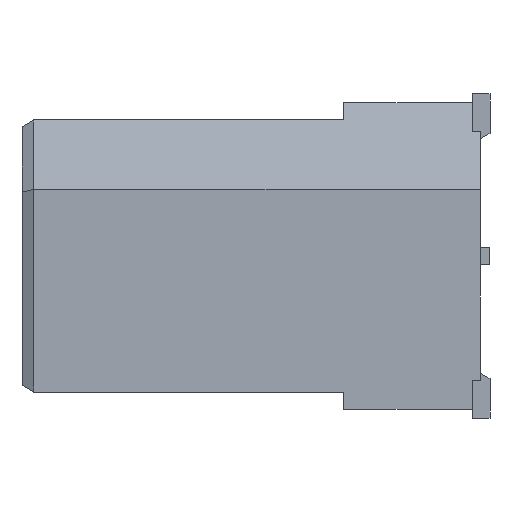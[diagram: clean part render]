
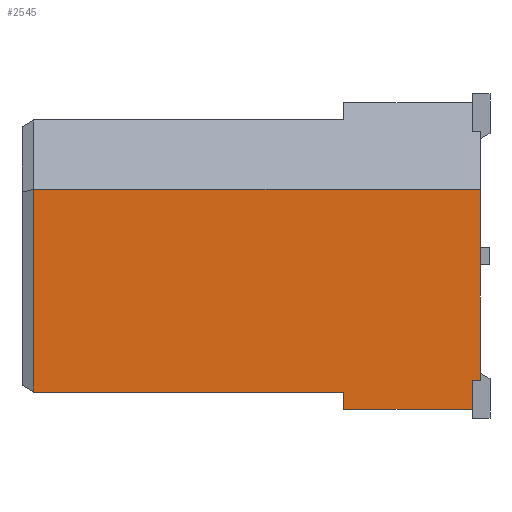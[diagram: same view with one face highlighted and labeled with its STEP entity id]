
A CAD part, left-side view. The second image highlights one B-rep face of the part: STEP entity #2545.
In plain terms, the highlighted face is planar.
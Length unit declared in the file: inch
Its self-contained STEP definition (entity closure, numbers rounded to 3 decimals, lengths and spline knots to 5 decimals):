
#2545 = ADVANCED_FACE( '', ( #6177 ), #6178, .F. );
#6177 = FACE_OUTER_BOUND( '', #10917, .T. );
#6178 = PLANE( '', #10918 );
#10917 = EDGE_LOOP( '', ( #18792, #18793, #18794, #18795, #18796, #18797, #18798, #18799 ) );
#10918 = AXIS2_PLACEMENT_3D( '', #18800, #18801, #18802 );
#18792 = ORIENTED_EDGE( '', *, *, #32783, .F. );
#18793 = ORIENTED_EDGE( '', *, *, #32784, .T. );
#18794 = ORIENTED_EDGE( '', *, *, #32785, .F. );
#18795 = ORIENTED_EDGE( '', *, *, #32786, .F. );
#18796 = ORIENTED_EDGE( '', *, *, #32787, .T. );
#18797 = ORIENTED_EDGE( '', *, *, #32788, .F. );
#18798 = ORIENTED_EDGE( '', *, *, #32789, .T. );
#18799 = ORIENTED_EDGE( '', *, *, #32790, .F. );
#18800 = CARTESIAN_POINT( '', ( 0.394, 0.386, 0.1175 ) );
#18801 = DIRECTION( '', ( -1., 0., 0. ) );
#18802 = DIRECTION( '', ( 0., 0., 1. ) );
#32783 = EDGE_CURVE( '', #41086, #41087, #41088, .T. );
#32784 = EDGE_CURVE( '', #41086, #41089, #41090, .T. );
#32785 = EDGE_CURVE( '', #41091, #41089, #41092, .T. );
#32786 = EDGE_CURVE( '', #36478, #41091, #41093, .T. );
#32787 = EDGE_CURVE( '', #36478, #41094, #41095, .T. );
#32788 = EDGE_CURVE( '', #41096, #41094, #41097, .T. );
#32789 = EDGE_CURVE( '', #41096, #41098, #41099, .T. );
#32790 = EDGE_CURVE( '', #41087, #41098, #41100, .T. );
#36478 = VERTEX_POINT( '', #45965 );
#41086 = VERTEX_POINT( '', #52753 );
#41087 = VERTEX_POINT( '', #52754 );
#41088 = LINE( '', #52755, #52756 );
#41089 = VERTEX_POINT( '', #52757 );
#41090 = LINE( '', #52758, #52759 );
#41091 = VERTEX_POINT( '', #52760 );
#41092 = LINE( '', #52761, #52762 );
#41093 = LINE( '', #52763, #52764 );
#41094 = VERTEX_POINT( '', #52765 );
#41095 = LINE( '', #52766, #52767 );
#41096 = VERTEX_POINT( '', #52768 );
#41097 = LINE( '', #52769, #52770 );
#41098 = VERTEX_POINT( '', #52771 );
#41099 = LINE( '', #52772, #52773 );
#41100 = LINE( '', #52774, #52775 );
#45965 = CARTESIAN_POINT( '', ( 0.394, 0.386, 0.1175 ) );
#52753 = CARTESIAN_POINT( '', ( 0.394, 0., 0.1075 ) );
#52754 = CARTESIAN_POINT( '', ( 0.394, 0.007, 0.1075 ) );
#52755 = CARTESIAN_POINT( '', ( 0.394, 0.386, 0.1075 ) );
#52756 = VECTOR( '', #62093, 39.37008 );
#52757 = CARTESIAN_POINT( '', ( 0.394, 0., -0.0575 ) );
#52758 = CARTESIAN_POINT( '', ( 0.394, 0., 0.1175 ) );
#52759 = VECTOR( '', #62094, 39.37008 );
#52760 = CARTESIAN_POINT( '', ( 0.394, 0.386, -0.0575 ) );
#52761 = CARTESIAN_POINT( '', ( 0.394, 0.386, -0.0575 ) );
#52762 = VECTOR( '', #62095, 39.37008 );
#52763 = CARTESIAN_POINT( '', ( 0.394, 0.386, 0.1175 ) );
#52764 = VECTOR( '', #62096, 39.37008 );
#52765 = CARTESIAN_POINT( '', ( 0.394, 0.118, 0.1175 ) );
#52766 = CARTESIAN_POINT( '', ( 0.394, 0.386, 0.1175 ) );
#52767 = VECTOR( '', #62097, 39.37008 );
#52768 = CARTESIAN_POINT( '', ( 0.394, 0.118, 0.1325 ) );
#52769 = CARTESIAN_POINT( '', ( 0.394, 0.118, 0.1325 ) );
#52770 = VECTOR( '', #62098, 39.37008 );
#52771 = CARTESIAN_POINT( '', ( 0.394, 0.007, 0.1325 ) );
#52772 = CARTESIAN_POINT( '', ( 0.394, 0.118, 0.1325 ) );
#52773 = VECTOR( '', #62099, 39.37008 );
#52774 = CARTESIAN_POINT( '', ( 0.394, 0.007, 0.1175 ) );
#52775 = VECTOR( '', #62100, 39.37008 );
#62093 = DIRECTION( '', ( 0., 1., 0. ) );
#62094 = DIRECTION( '', ( 0., 0., -1. ) );
#62095 = DIRECTION( '', ( 0., -1., 0. ) );
#62096 = DIRECTION( '', ( 0., 0., -1. ) );
#62097 = DIRECTION( '', ( 0., -1., 0. ) );
#62098 = DIRECTION( '', ( 0., 0., -1. ) );
#62099 = DIRECTION( '', ( 0., -1., 0. ) );
#62100 = DIRECTION( '', ( 0., 0., 1. ) );
